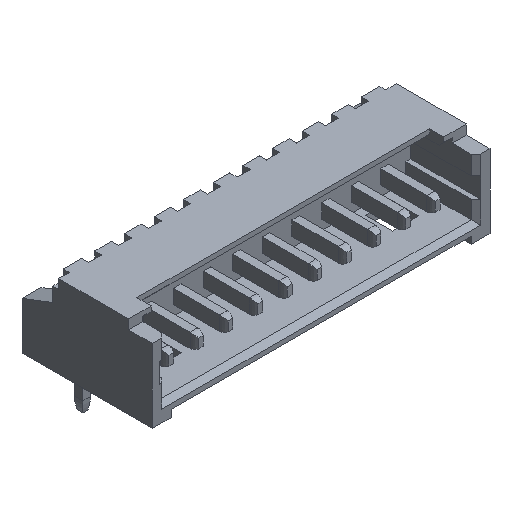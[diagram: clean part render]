
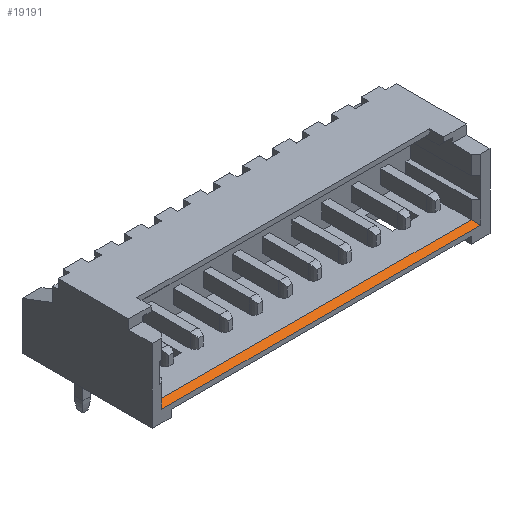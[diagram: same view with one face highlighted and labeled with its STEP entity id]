
A CAD part, isometric view. The second image highlights one B-rep face of the part: STEP entity #19191.
In plain terms, the highlighted planar face has unit normal (0, -0.707, 0.707).
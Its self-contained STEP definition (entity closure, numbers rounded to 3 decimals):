
#3004 = PLANE('',#3005);
#3005 = AXIS2_PLACEMENT_3D('',#3006,#3007,#3008);
#3006 = CARTESIAN_POINT('',(5.625,-4.45,1.8));
#3007 = DIRECTION('',(0.,-1.,0.));
#3008 = DIRECTION('',(-1.,0.,0.));
#7065 = VERTEX_POINT('',#7066);
#7066 = CARTESIAN_POINT('',(-1.1,-4.45,0.55));
#7080 = PLANE('',#7081);
#7081 = AXIS2_PLACEMENT_3D('',#7082,#7083,#7084);
#7082 = CARTESIAN_POINT('',(-1.1,-4.45,3.15));
#7083 = DIRECTION('',(0.707,-0.707,
    0.));
#7084 = DIRECTION('',(0.,0.,-1.));
#7092 = EDGE_CURVE('',#7065,#7093,#7095,.T.);
#7093 = VERTEX_POINT('',#7094);
#7094 = CARTESIAN_POINT('',(12.35,-4.45,0.55));
#7095 = SURFACE_CURVE('',#7096,(#7100,#7107),.PCURVE_S1.);
#7096 = LINE('',#7097,#7098);
#7097 = CARTESIAN_POINT('',(-1.1,-4.45,0.55));
#7098 = VECTOR('',#7099,1.);
#7099 = DIRECTION('',(1.,0.,0.));
#7100 = PCURVE('',#3004,#7101);
#7101 = DEFINITIONAL_REPRESENTATION('',(#7102),#7106);
#7102 = LINE('',#7103,#7104);
#7103 = CARTESIAN_POINT('',(6.725,1.25));
#7104 = VECTOR('',#7105,1.);
#7105 = DIRECTION('',(-1.,0.));
#7106 = ( GEOMETRIC_REPRESENTATION_CONTEXT(2) 
PARAMETRIC_REPRESENTATION_CONTEXT() REPRESENTATION_CONTEXT('2D SPACE',''
  ) );
#7107 = PCURVE('',#7108,#7113);
#7108 = PLANE('',#7109);
#7109 = AXIS2_PLACEMENT_3D('',#7110,#7111,#7112);
#7110 = CARTESIAN_POINT('',(-0.9,-4.45,0.55));
#7111 = DIRECTION('',(0.,-0.707,0.707));
#7112 = DIRECTION('',(1.,0.,0.));
#7113 = DEFINITIONAL_REPRESENTATION('',(#7114),#7118);
#7114 = LINE('',#7115,#7116);
#7115 = CARTESIAN_POINT('',(-0.2,0.));
#7116 = VECTOR('',#7117,1.);
#7117 = DIRECTION('',(1.,0.));
#7118 = ( GEOMETRIC_REPRESENTATION_CONTEXT(2) 
PARAMETRIC_REPRESENTATION_CONTEXT() REPRESENTATION_CONTEXT('2D SPACE',''
  ) );
#7134 = PLANE('',#7135);
#7135 = AXIS2_PLACEMENT_3D('',#7136,#7137,#7138);
#7136 = CARTESIAN_POINT('',(12.35,-4.45,0.75));
#7137 = DIRECTION('',(-0.707,-0.707,
    0.));
#7138 = DIRECTION('',(0.,0.,1.));
#13152 = PLANE('',#13153);
#13153 = AXIS2_PLACEMENT_3D('',#13154,#13155,#13156);
#13154 = CARTESIAN_POINT('',(-0.9,-4.45,0.75));
#13155 = DIRECTION('',(0.,0.,-1.));
#13156 = DIRECTION('',(1.,0.,0.));
#19148 = VERTEX_POINT('',#19149);
#19149 = CARTESIAN_POINT('',(-0.9,-4.25,0.75));
#19170 = EDGE_CURVE('',#7065,#19148,#19171,.T.);
#19171 = SURFACE_CURVE('',#19172,(#19176,#19183),.PCURVE_S1.);
#19172 = LINE('',#19173,#19174);
#19173 = CARTESIAN_POINT('',(-1.1,-4.45,0.55));
#19174 = VECTOR('',#19175,1.);
#19175 = DIRECTION('',(0.577,0.577,0.577));
#19176 = PCURVE('',#7080,#19177);
#19177 = DEFINITIONAL_REPRESENTATION('',(#19178),#19182);
#19178 = LINE('',#19179,#19180);
#19179 = CARTESIAN_POINT('',(2.6,0.));
#19180 = VECTOR('',#19181,1.);
#19181 = DIRECTION('',(-0.577,0.816));
#19182 = ( GEOMETRIC_REPRESENTATION_CONTEXT(2) 
PARAMETRIC_REPRESENTATION_CONTEXT() REPRESENTATION_CONTEXT('2D SPACE',''
  ) );
#19183 = PCURVE('',#7108,#19184);
#19184 = DEFINITIONAL_REPRESENTATION('',(#19185),#19189);
#19185 = LINE('',#19186,#19187);
#19186 = CARTESIAN_POINT('',(-0.2,0.));
#19187 = VECTOR('',#19188,1.);
#19188 = DIRECTION('',(0.577,0.816));
#19189 = ( GEOMETRIC_REPRESENTATION_CONTEXT(2) 
PARAMETRIC_REPRESENTATION_CONTEXT() REPRESENTATION_CONTEXT('2D SPACE',''
  ) );
#19191 = ADVANCED_FACE('',(#19192),#7108,.T.);
#19192 = FACE_BOUND('',#19193,.F.);
#19193 = EDGE_LOOP('',(#19194,#19195,#19196,#19219));
#19194 = ORIENTED_EDGE('',*,*,#7092,.F.);
#19195 = ORIENTED_EDGE('',*,*,#19170,.T.);
#19196 = ORIENTED_EDGE('',*,*,#19197,.T.);
#19197 = EDGE_CURVE('',#19148,#19198,#19200,.T.);
#19198 = VERTEX_POINT('',#19199);
#19199 = CARTESIAN_POINT('',(12.15,-4.25,0.75));
#19200 = SURFACE_CURVE('',#19201,(#19205,#19212),.PCURVE_S1.);
#19201 = LINE('',#19202,#19203);
#19202 = CARTESIAN_POINT('',(-0.9,-4.25,0.75));
#19203 = VECTOR('',#19204,1.);
#19204 = DIRECTION('',(1.,0.,0.));
#19205 = PCURVE('',#7108,#19206);
#19206 = DEFINITIONAL_REPRESENTATION('',(#19207),#19211);
#19207 = LINE('',#19208,#19209);
#19208 = CARTESIAN_POINT('',(0.,0.283));
#19209 = VECTOR('',#19210,1.);
#19210 = DIRECTION('',(1.,0.));
#19211 = ( GEOMETRIC_REPRESENTATION_CONTEXT(2) 
PARAMETRIC_REPRESENTATION_CONTEXT() REPRESENTATION_CONTEXT('2D SPACE',''
  ) );
#19212 = PCURVE('',#13152,#19213);
#19213 = DEFINITIONAL_REPRESENTATION('',(#19214),#19218);
#19214 = LINE('',#19215,#19216);
#19215 = CARTESIAN_POINT('',(0.,-0.2));
#19216 = VECTOR('',#19217,1.);
#19217 = DIRECTION('',(1.,0.));
#19218 = ( GEOMETRIC_REPRESENTATION_CONTEXT(2) 
PARAMETRIC_REPRESENTATION_CONTEXT() REPRESENTATION_CONTEXT('2D SPACE',''
  ) );
#19219 = ORIENTED_EDGE('',*,*,#19220,.F.);
#19220 = EDGE_CURVE('',#7093,#19198,#19221,.T.);
#19221 = SURFACE_CURVE('',#19222,(#19226,#19233),.PCURVE_S1.);
#19222 = LINE('',#19223,#19224);
#19223 = CARTESIAN_POINT('',(12.35,-4.45,0.55));
#19224 = VECTOR('',#19225,1.);
#19225 = DIRECTION('',(-0.577,0.577,0.577));
#19226 = PCURVE('',#7108,#19227);
#19227 = DEFINITIONAL_REPRESENTATION('',(#19228),#19232);
#19228 = LINE('',#19229,#19230);
#19229 = CARTESIAN_POINT('',(13.25,0.));
#19230 = VECTOR('',#19231,1.);
#19231 = DIRECTION('',(-0.577,0.816));
#19232 = ( GEOMETRIC_REPRESENTATION_CONTEXT(2) 
PARAMETRIC_REPRESENTATION_CONTEXT() REPRESENTATION_CONTEXT('2D SPACE',''
  ) );
#19233 = PCURVE('',#7134,#19234);
#19234 = DEFINITIONAL_REPRESENTATION('',(#19235),#19239);
#19235 = LINE('',#19236,#19237);
#19236 = CARTESIAN_POINT('',(-0.2,0.));
#19237 = VECTOR('',#19238,1.);
#19238 = DIRECTION('',(0.577,0.816));
#19239 = ( GEOMETRIC_REPRESENTATION_CONTEXT(2) 
PARAMETRIC_REPRESENTATION_CONTEXT() REPRESENTATION_CONTEXT('2D SPACE',''
  ) );
